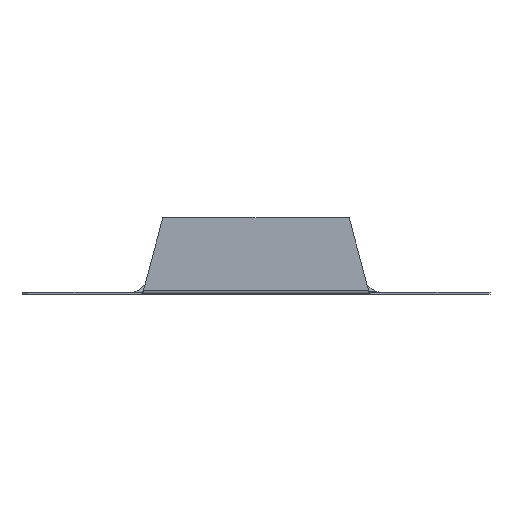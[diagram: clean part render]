
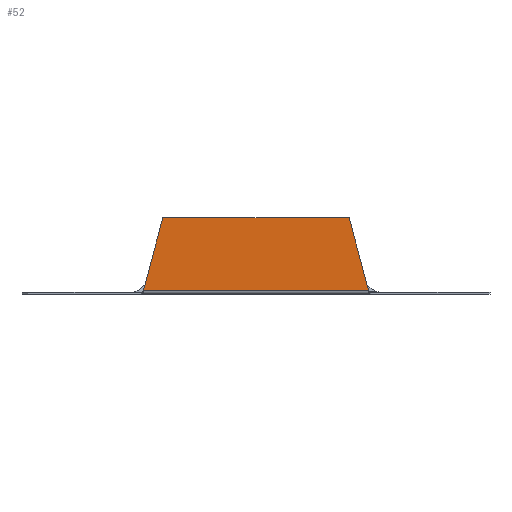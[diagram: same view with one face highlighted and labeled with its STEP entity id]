
A CAD part, front view. The second image highlights one B-rep face of the part: STEP entity #52.
In plain terms, the highlighted planar face has unit normal (0, -1, 0).
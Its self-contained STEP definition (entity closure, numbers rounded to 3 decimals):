
#52=ADVANCED_FACE('',(#150),#1649,.T.);
#150=FACE_OUTER_BOUND('',#264,.T.);
#264=EDGE_LOOP('',(#469,#470,#471,#472));
#469=ORIENTED_EDGE('',*,*,#999,.T.);
#470=ORIENTED_EDGE('',*,*,#1003,.F.);
#471=ORIENTED_EDGE('',*,*,#1188,.F.);
#472=ORIENTED_EDGE('',*,*,#1002,.F.);
#999=EDGE_CURVE('',#1546,#1547,#1271,.T.);
#1002=EDGE_CURVE('',#1546,#1549,#1274,.T.);
#1003=EDGE_CURVE('',#1550,#1547,#1275,.T.);
#1188=EDGE_CURVE('',#1549,#1550,#1460,.T.);
#1271=B_SPLINE_CURVE_WITH_KNOTS('',1,(#2589,#2590),.UNSPECIFIED.,.F.,.F.,
(2,2),(0.,39.34),.UNSPECIFIED.);
#1274=B_SPLINE_CURVE_WITH_KNOTS('',1,(#2595,#2596),.UNSPECIFIED.,.F.,.F.,
(2,2),(0.,167.857),.UNSPECIFIED.);
#1275=B_SPLINE_CURVE_WITH_KNOTS('',1,(#2597,#2598),.UNSPECIFIED.,.F.,.F.,
(2,2),(0.,147.493),.UNSPECIFIED.);
#1460=B_SPLINE_CURVE_WITH_KNOTS('',1,(#3013,#3014),.UNSPECIFIED.,.F.,.F.,
(2,2),(-39.34,0.),.UNSPECIFIED.);
#1546=VERTEX_POINT('',#2324);
#1547=VERTEX_POINT('',#2325);
#1549=VERTEX_POINT('',#2327);
#1550=VERTEX_POINT('',#2328);
#1649=PLANE('',#1759);
#1759=AXIS2_PLACEMENT_3D('',#1981,#1852,$);
#1852=DIRECTION('',(0.,-1.,0.));
#1981=CARTESIAN_POINT('',(-208.928,0.,2.));
#2324=CARTESIAN_POINT('',(-91.072,0.,2.));
#2325=CARTESIAN_POINT('',(-101.254,0.,40.));
#2327=CARTESIAN_POINT('',(-208.928,0.,2.));
#2328=CARTESIAN_POINT('',(-198.746,0.,40.));
#2589=CARTESIAN_POINT('',(-91.072,0.,2.));
#2590=CARTESIAN_POINT('',(-101.254,0.,40.));
#2595=CARTESIAN_POINT('',(-91.072,0.,2.));
#2596=CARTESIAN_POINT('',(-208.928,0.,2.));
#2597=CARTESIAN_POINT('',(-198.746,0.,40.));
#2598=CARTESIAN_POINT('',(-101.254,0.,40.));
#3013=CARTESIAN_POINT('',(-208.928,0.,2.));
#3014=CARTESIAN_POINT('',(-198.746,0.,40.));
